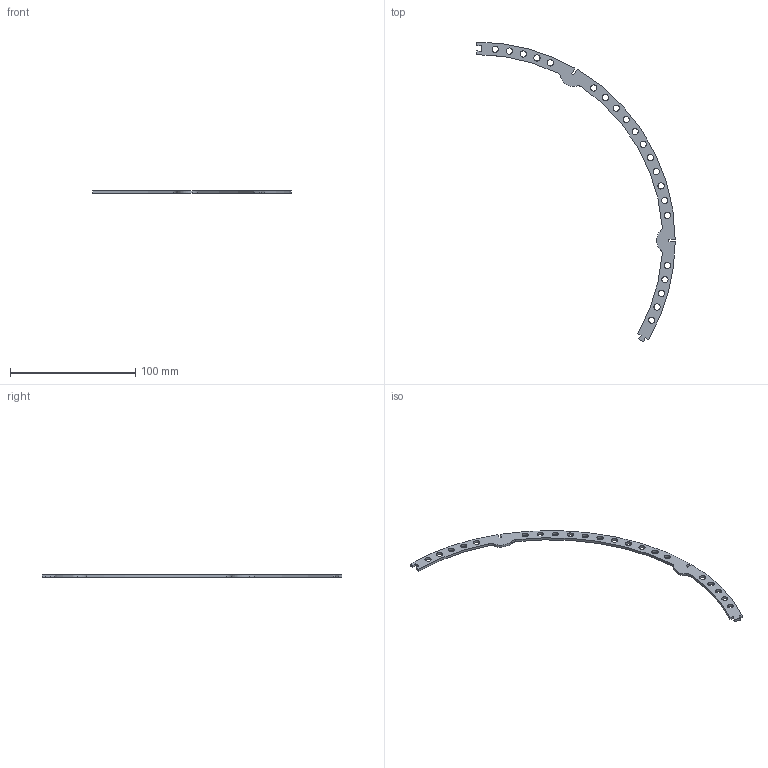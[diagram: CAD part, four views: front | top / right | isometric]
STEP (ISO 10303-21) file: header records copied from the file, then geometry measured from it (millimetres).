
FILE_DESCRIPTION(/* description */ (''),/* implementation_level */ '2;1');
FILE_NAME(/* name */ 'B-Kreissegment gross.stp',/* time_stamp */ '2017-05-03T17:05:59+02:00',/* author */ ('Catweazle'),/* organization */ (''),/* preprocessor_version */ 'ST-DEVELOPER v16.5',/* originating_system */ 'Autodesk Inventor 2017',/* authorisation */ '');
FILE_SCHEMA (('AUTOMOTIVE_DESIGN { 1 0 10303 214 3 1 1 }'));
Length unit declared in the file: millimetre
Products named in the file (1): B-Kreissegment groß
Bounding box: 158.5 x 239.58 x 2 mm (x, y, z)
Volume: 5806.4 mm3; surface area: 7874.7 mm2
Topology: 1 solids, 1 shells, 51 faces, 147 edges, 98 vertices
Faces by surface type: cylinder 33, plane 18
Full cylindrical faces by diameter (mm): 5 x21
Entity records: 1716 total; most frequent: DIRECTION 296, CARTESIAN_POINT 276, ORIENTED_EDGE 252, EDGE_CURVE 126, AXIS2_PLACEMENT_3D 118, EDGE_LOOP 114, VERTEX_POINT 98, CIRCLE 66
